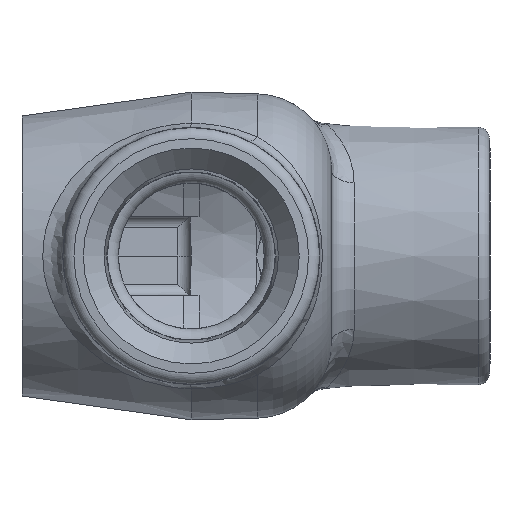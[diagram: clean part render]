
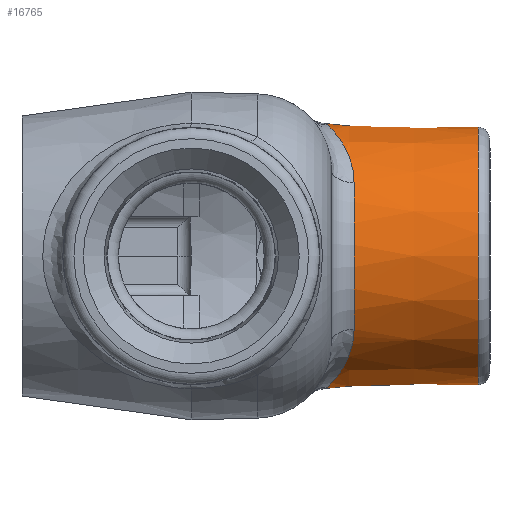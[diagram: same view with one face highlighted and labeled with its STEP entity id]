
A CAD part, left-side view. The second image highlights one B-rep face of the part: STEP entity #16765.
In plain terms, the highlighted conical face has half-angle 1.5 degrees and reference radius 17.462 mm.
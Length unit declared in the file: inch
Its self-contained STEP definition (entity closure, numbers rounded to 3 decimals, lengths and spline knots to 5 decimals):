
#37=CONICAL_SURFACE('',#17500,0.6875,0.026);
#891=B_SPLINE_CURVE_WITH_KNOTS('',3,(#29233,#29234,#29235,#29236,#29237,
#29238),.UNSPECIFIED.,.F.,.F.,(4,1,1,4),(0.,0.51301,1.02603,
1.79555),.UNSPECIFIED.);
#892=B_SPLINE_CURVE_WITH_KNOTS('',3,(#29240,#29241,#29242,#29243,#29244,
#29245,#29246,#29247),.UNSPECIFIED.,.F.,.F.,(4,1,1,1,1,4),(3.72036,
4.25185,4.60617,5.31481,6.37777,7.44073),
 .UNSPECIFIED.);
#893=B_SPLINE_CURVE_WITH_KNOTS('',3,(#29250,#29251,#29252,#29253,#29254,
#29255,#29256,#29257),.UNSPECIFIED.,.F.,.F.,(4,1,1,1,1,4),(0.,
1.06296,2.12592,3.18888,3.5432,3.72038),
 .UNSPECIFIED.);
#894=B_SPLINE_CURVE_WITH_KNOTS('',3,(#29259,#29260,#29261,#29262,#29263,
#29264),.UNSPECIFIED.,.F.,.F.,(4,1,1,4),(0.,0.76949,1.28248,
1.79548),.UNSPECIFIED.);
#1080=CIRCLE('',#17497,0.68901);
#1081=CIRCLE('',#17498,0.68901);
#1083=CIRCLE('',#17501,0.70641);
#1979=FACE_OUTER_BOUND('',#2907,.T.);
#2907=EDGE_LOOP('',(#14231,#14232,#14233,#14234,#14235,#14236,#14237,#14238,
#14239));
#4498=LINE('',#29248,#6066);
#6066=VECTOR('',#20449,0.6875);
#7572=VERTEX_POINT('',#29224);
#7573=VERTEX_POINT('',#29226);
#7574=VERTEX_POINT('',#29231);
#7575=VERTEX_POINT('',#29232);
#7576=VERTEX_POINT('',#29239);
#7577=VERTEX_POINT('',#29249);
#7578=VERTEX_POINT('',#29258);
#9827=EDGE_CURVE('',#7572,#7573,#1080,.T.);
#9828=EDGE_CURVE('',#7573,#7572,#1081,.T.);
#9830=EDGE_CURVE('',#7574,#7575,#891,.T.);
#9831=EDGE_CURVE('',#7576,#7574,#892,.T.);
#9832=EDGE_CURVE('',#7576,#7573,#4498,.T.);
#9833=EDGE_CURVE('',#7577,#7576,#893,.T.);
#9834=EDGE_CURVE('',#7578,#7577,#894,.T.);
#9835=EDGE_CURVE('',#7575,#7578,#1083,.T.);
#14231=ORIENTED_EDGE('',*,*,#9830,.F.);
#14232=ORIENTED_EDGE('',*,*,#9831,.F.);
#14233=ORIENTED_EDGE('',*,*,#9832,.T.);
#14234=ORIENTED_EDGE('',*,*,#9827,.F.);
#14235=ORIENTED_EDGE('',*,*,#9828,.F.);
#14236=ORIENTED_EDGE('',*,*,#9832,.F.);
#14237=ORIENTED_EDGE('',*,*,#9833,.F.);
#14238=ORIENTED_EDGE('',*,*,#9834,.F.);
#14239=ORIENTED_EDGE('',*,*,#9835,.F.);
#16765=ADVANCED_FACE('',(#1979),#37,.T.);
#17497=AXIS2_PLACEMENT_3D('',#29227,#20441,#20442);
#17498=AXIS2_PLACEMENT_3D('',#29228,#20443,#20444);
#17500=AXIS2_PLACEMENT_3D('',#29230,#20447,#20448);
#17501=AXIS2_PLACEMENT_3D('',#29265,#20450,#20451);
#20441=DIRECTION('center_axis',(0.,-1.,0.));
#20442=DIRECTION('ref_axis',(-1.,0.,0.));
#20443=DIRECTION('center_axis',(0.,-1.,0.));
#20444=DIRECTION('ref_axis',(-1.,0.,0.));
#20447=DIRECTION('center_axis',(0.,1.,0.));
#20448=DIRECTION('ref_axis',(-1.,0.,0.));
#20449=DIRECTION('',(-0.026,-1.,0.));
#20450=DIRECTION('center_axis',(0.,1.,0.));
#20451=DIRECTION('ref_axis',(-1.,0.,0.));
#29224=CARTESIAN_POINT('',(1.50237,-2.44225,0.68901));
#29226=CARTESIAN_POINT('',(2.19138,-2.44225,0.));
#29227=CARTESIAN_POINT('Origin',(1.50237,-2.44225,0.));
#29228=CARTESIAN_POINT('Origin',(1.50237,-2.44225,0.));
#29230=CARTESIAN_POINT('Origin',(1.50237,-2.5,0.));
#29231=CARTESIAN_POINT('',(1.39406,-1.63426,-0.70186));
#29232=CARTESIAN_POINT('',(0.91506,-1.77798,-0.39254));
#29233=CARTESIAN_POINT('Ctrl Pts',(1.39406,-1.63426,-0.70186));
#29234=CARTESIAN_POINT('Ctrl Pts',(1.33811,-1.64402,-0.69297));
#29235=CARTESIAN_POINT('Ctrl Pts',(1.2305,-1.67691,-0.66165));
#29236=CARTESIAN_POINT('Ctrl Pts',(1.06265,-1.74505,-0.567));
#29237=CARTESIAN_POINT('Ctrl Pts',(0.96274,-1.77798,
-0.46388));
#29238=CARTESIAN_POINT('Ctrl Pts',(0.91506,-1.77798,
-0.39254));
#29239=CARTESIAN_POINT('',(2.21848,-1.4071,0.));
#29240=CARTESIAN_POINT('Ctrl Pts',(2.21845,-1.40715,0.00001));
#29241=CARTESIAN_POINT('Ctrl Pts',(2.21842,-1.40724,-0.05937));
#29242=CARTESIAN_POINT('Ctrl Pts',(2.20596,-1.4138,-0.15834));
#29243=CARTESIAN_POINT('Ctrl Pts',(2.14751,-1.44141,-0.3257));
#29244=CARTESIAN_POINT('Ctrl Pts',(2.01735,-1.49241,-0.52339));
#29245=CARTESIAN_POINT('Ctrl Pts',(1.75004,-1.56671,-0.69856));
#29246=CARTESIAN_POINT('Ctrl Pts',(1.50997,-1.61403,-0.72029));
#29247=CARTESIAN_POINT('Ctrl Pts',(1.39406,-1.63426,-0.70186));
#29248=CARTESIAN_POINT('',(2.18987,-2.5,0.));
#29249=CARTESIAN_POINT('',(1.39406,-1.63426,0.70186));
#29250=CARTESIAN_POINT('Ctrl Pts',(1.39406,-1.63426,0.70186));
#29251=CARTESIAN_POINT('Ctrl Pts',(1.50997,-1.61403,0.72029));
#29252=CARTESIAN_POINT('Ctrl Pts',(1.75001,-1.56656,0.6985));
#29253=CARTESIAN_POINT('Ctrl Pts',(2.05087,-1.48346,0.50164));
#29254=CARTESIAN_POINT('Ctrl Pts',(2.1861,-1.42418,0.25517));
#29255=CARTESIAN_POINT('Ctrl Pts',(2.21602,-1.40833,0.07918));
#29256=CARTESIAN_POINT('Ctrl Pts',(2.21846,-1.40713,0.01979));
#29257=CARTESIAN_POINT('Ctrl Pts',(2.21845,-1.40715,0.));
#29258=CARTESIAN_POINT('',(0.91506,-1.77798,0.39254));
#29259=CARTESIAN_POINT('Ctrl Pts',(0.91506,-1.77798,
0.39254));
#29260=CARTESIAN_POINT('Ctrl Pts',(0.96274,-1.77798,0.46388));
#29261=CARTESIAN_POINT('Ctrl Pts',(1.06263,-1.74506,0.56698));
#29262=CARTESIAN_POINT('Ctrl Pts',(1.23049,-1.67691,0.66165));
#29263=CARTESIAN_POINT('Ctrl Pts',(1.33812,-1.64402,0.69297));
#29264=CARTESIAN_POINT('Ctrl Pts',(1.39406,-1.63426,0.70186));
#29265=CARTESIAN_POINT('Origin',(1.50237,-1.77798,0.));
